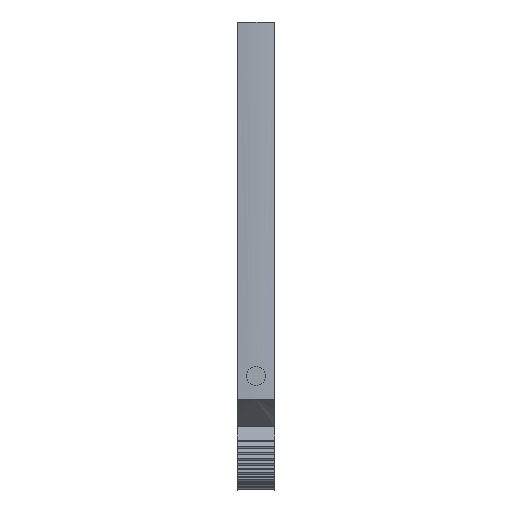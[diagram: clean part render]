
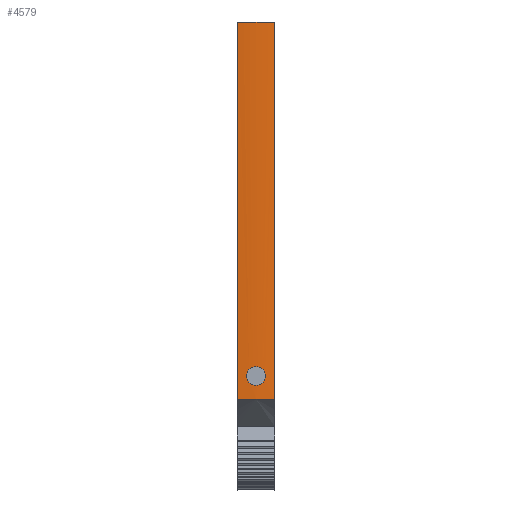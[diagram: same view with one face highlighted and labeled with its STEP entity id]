
A CAD part, left-side view. The second image highlights one B-rep face of the part: STEP entity #4579.
In plain terms, the highlighted cylindrical face has radius 50 mm (diameter 100 mm), a partial arc.
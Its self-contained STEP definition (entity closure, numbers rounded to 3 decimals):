
#58=CARTESIAN_POINT('Control Point',(-50.,0.,-84.739)) ;
#59=CARTESIAN_POINT('Control Point',(-50.,1.336,-84.739)) ;
#60=CARTESIAN_POINT('Control Point',(-49.946,2.671,-84.778)) ;
#61=CARTESIAN_POINT('Control Point',(-49.84,4.,-84.855)) ;
#62=CARTESIAN_POINT('Vertex',(-50.,0.,-84.739)) ;
#64=CARTESIAN_POINT('Vertex',(-49.84,4.,-84.855)) ;
#85=CARTESIAN_POINT('Vertex',(-49.84,-4.,-84.855)) ;
#89=CARTESIAN_POINT('Control Point',(-50.,0.,-84.739)) ;
#90=CARTESIAN_POINT('Control Point',(-50.,-1.336,-84.739)) ;
#91=CARTESIAN_POINT('Control Point',(-49.946,-2.671,-84.778)) ;
#92=CARTESIAN_POINT('Control Point',(-49.84,-4.,-84.855)) ;
#183=CARTESIAN_POINT('Vertex',(-49.84,-4.,-4.)) ;
#186=CARTESIAN_POINT('Line Origine',(-49.84,-4.,-44.427)) ;
#1147=CARTESIAN_POINT('Control Point',(-50.,0.,-77.739)) ;
#1148=CARTESIAN_POINT('Control Point',(-50.,0.628,-77.739)) ;
#1149=CARTESIAN_POINT('Control Point',(-49.99,1.257,-77.985)) ;
#1150=CARTESIAN_POINT('Control Point',(-49.97,1.754,-78.481)) ;
#1151=CARTESIAN_POINT('Control Point',(-49.96,2.,-79.11)) ;
#1152=CARTESIAN_POINT('Control Point',(-49.96,2.,-79.739)) ;
#1153=CARTESIAN_POINT('Vertex',(-50.,0.,-77.739)) ;
#1155=CARTESIAN_POINT('Vertex',(-49.96,2.,-79.739)) ;
#1176=CARTESIAN_POINT('Vertex',(-49.96,-2.,-79.739)) ;
#1180=CARTESIAN_POINT('Control Point',(-50.,0.,-77.739)) ;
#1181=CARTESIAN_POINT('Control Point',(-50.,-0.628,-77.739)) ;
#1182=CARTESIAN_POINT('Control Point',(-49.99,-1.257,-77.985)) ;
#1183=CARTESIAN_POINT('Control Point',(-49.97,-1.754,-78.481)) ;
#1184=CARTESIAN_POINT('Control Point',(-49.96,-2.,-79.11)) ;
#1185=CARTESIAN_POINT('Control Point',(-49.96,-2.,-79.739)) ;
#1219=CARTESIAN_POINT('Axis2P3D Location',(0.,0.,-52.729)) ;
#4370=CARTESIAN_POINT('Line Origine',(-49.84,4.,-44.427)) ;
#4374=CARTESIAN_POINT('Vertex',(-49.84,4.,-4.)) ;
#4516=CARTESIAN_POINT('Control Point',(-50.,0.,-81.739)) ;
#4517=CARTESIAN_POINT('Control Point',(-50.,-0.628,-81.739)) ;
#4518=CARTESIAN_POINT('Control Point',(-49.99,-1.257,-81.492)) ;
#4519=CARTESIAN_POINT('Control Point',(-49.97,-1.754,-80.996)) ;
#4520=CARTESIAN_POINT('Control Point',(-49.96,-2.,-80.367)) ;
#4521=CARTESIAN_POINT('Control Point',(-49.96,-2.,-79.739)) ;
#4522=CARTESIAN_POINT('Vertex',(-50.,0.,-81.739)) ;
#4526=CARTESIAN_POINT('Control Point',(-50.,0.,-81.739)) ;
#4527=CARTESIAN_POINT('Control Point',(-50.,0.628,-81.739)) ;
#4528=CARTESIAN_POINT('Control Point',(-49.99,1.257,-81.492)) ;
#4529=CARTESIAN_POINT('Control Point',(-49.97,1.754,-80.996)) ;
#4530=CARTESIAN_POINT('Control Point',(-49.96,2.,-80.367)) ;
#4531=CARTESIAN_POINT('Control Point',(-49.96,2.,-79.739)) ;
#4541=CARTESIAN_POINT('Axis2P3D Location',(0.,0.,-4.)) ;
#4545=CARTESIAN_POINT('Vertex',(-50.,0.,-4.)) ;
#4548=CARTESIAN_POINT('Axis2P3D Location',(0.,0.,-4.)) ;
#187=DIRECTION('Vector Direction',(0.,0.,1.)) ;
#1220=DIRECTION('Axis2P3D Direction',(0.,0.,1.)) ;
#1221=DIRECTION('Axis2P3D XDirection',(-0.997,0.08,0.)) ;
#4371=DIRECTION('Vector Direction',(0.,0.,1.)) ;
#4542=DIRECTION('Axis2P3D Direction',(0.,0.,1.)) ;
#4549=DIRECTION('Axis2P3D Direction',(0.,0.,1.)) ;
#1222=AXIS2_PLACEMENT_3D('Cylinder Axis2P3D',#1219,#1220,#1221) ;
#4543=AXIS2_PLACEMENT_3D('Circle Axis2P3D',#4541,#4542,$) ;
#4550=AXIS2_PLACEMENT_3D('Circle Axis2P3D',#4548,#4549,$) ;
#4566=ORIENTED_EDGE('',*,*,#66,.F.) ;
#4567=ORIENTED_EDGE('',*,*,#93,.T.) ;
#4568=ORIENTED_EDGE('',*,*,#190,.T.) ;
#4569=ORIENTED_EDGE('',*,*,#4547,.F.) ;
#4570=ORIENTED_EDGE('',*,*,#4552,.F.) ;
#4571=ORIENTED_EDGE('',*,*,#4376,.F.) ;
#4574=ORIENTED_EDGE('',*,*,#4532,.T.) ;
#4575=ORIENTED_EDGE('',*,*,#1157,.F.) ;
#4576=ORIENTED_EDGE('',*,*,#1186,.T.) ;
#4577=ORIENTED_EDGE('',*,*,#4524,.F.) ;
#4578=FACE_BOUND('',#4573,.T.) ;
#188=VECTOR('Line Direction',#187,1.) ;
#4372=VECTOR('Line Direction',#4371,1.) ;
#4579=ADVANCED_FACE('Corps principal',(#4572,#4578),#1223,.T.) ;
#57=B_SPLINE_CURVE_WITH_KNOTS('',3,(#58,#59,#60,#61),.UNSPECIFIED.,.F.,.U.,(4,4),(0.,5.666),.UNSPECIFIED.) ;
#88=B_SPLINE_CURVE_WITH_KNOTS('',3,(#89,#90,#91,#92),.UNSPECIFIED.,.F.,.U.,(4,4),(0.,5.666),.UNSPECIFIED.) ;
#1146=B_SPLINE_CURVE_WITH_KNOTS('',5,(#1147,#1148,#1149,#1150,#1151,#1152),.UNSPECIFIED.,.F.,.U.,(6,6),(0.,4.443),.UNSPECIFIED.) ;
#1179=B_SPLINE_CURVE_WITH_KNOTS('',5,(#1180,#1181,#1182,#1183,#1184,#1185),.UNSPECIFIED.,.F.,.U.,(6,6),(0.,4.443),.UNSPECIFIED.) ;
#4515=B_SPLINE_CURVE_WITH_KNOTS('',5,(#4516,#4517,#4518,#4519,#4520,#4521),.UNSPECIFIED.,.F.,.U.,(6,6),(0.,4.443),.UNSPECIFIED.) ;
#4525=B_SPLINE_CURVE_WITH_KNOTS('',5,(#4526,#4527,#4528,#4529,#4530,#4531),.UNSPECIFIED.,.F.,.U.,(6,6),(0.,4.443),.UNSPECIFIED.) ;
#4544=CIRCLE('generated circle',#4543,50.) ;
#4551=CIRCLE('generated circle',#4550,50.) ;
#1223=CYLINDRICAL_SURFACE('generated cylinder',#1222,50.) ;
#66=EDGE_CURVE('',#63,#65,#57,.T.) ;
#93=EDGE_CURVE('',#63,#86,#88,.T.) ;
#190=EDGE_CURVE('',#86,#184,#189,.T.) ;
#1157=EDGE_CURVE('',#1154,#1156,#1146,.T.) ;
#1186=EDGE_CURVE('',#1154,#1177,#1179,.T.) ;
#4376=EDGE_CURVE('',#65,#4375,#4373,.T.) ;
#4524=EDGE_CURVE('',#4523,#1177,#4515,.T.) ;
#4532=EDGE_CURVE('',#4523,#1156,#4525,.T.) ;
#4547=EDGE_CURVE('',#4546,#184,#4544,.T.) ;
#4552=EDGE_CURVE('',#4375,#4546,#4551,.T.) ;
#4565=EDGE_LOOP('',(#4566,#4567,#4568,#4569,#4570,#4571)) ;
#4573=EDGE_LOOP('',(#4574,#4575,#4576,#4577)) ;
#4572=FACE_OUTER_BOUND('',#4565,.T.) ;
#189=LINE('Line',#186,#188) ;
#4373=LINE('Line',#4370,#4372) ;
#63=VERTEX_POINT('',#62) ;
#65=VERTEX_POINT('',#64) ;
#86=VERTEX_POINT('',#85) ;
#184=VERTEX_POINT('',#183) ;
#1154=VERTEX_POINT('',#1153) ;
#1156=VERTEX_POINT('',#1155) ;
#1177=VERTEX_POINT('',#1176) ;
#4375=VERTEX_POINT('',#4374) ;
#4523=VERTEX_POINT('',#4522) ;
#4546=VERTEX_POINT('',#4545) ;
